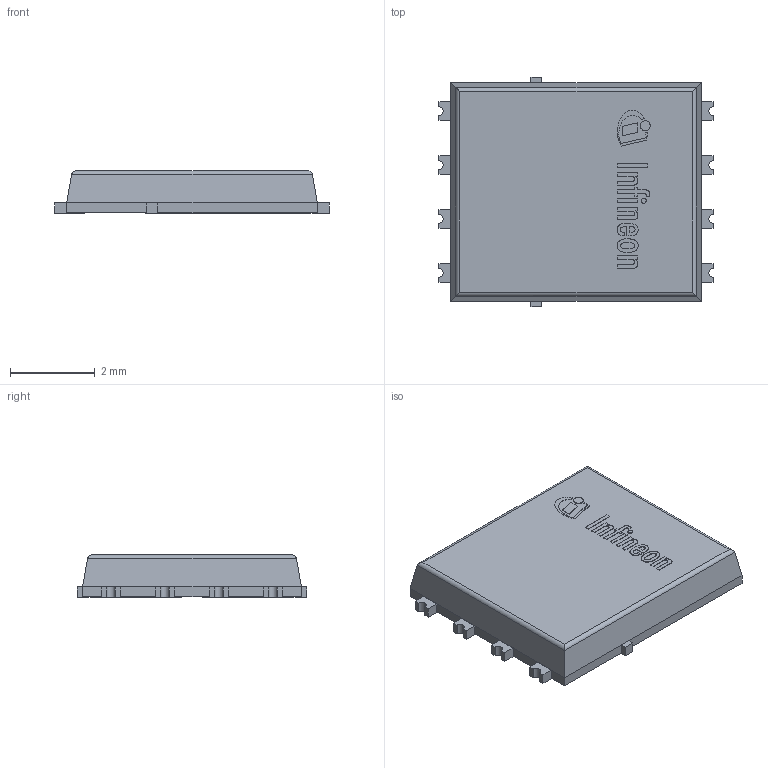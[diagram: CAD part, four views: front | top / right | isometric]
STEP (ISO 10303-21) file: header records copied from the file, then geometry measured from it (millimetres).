
FILE_DESCRIPTION(/* description */ (''),/* implementation_level */ '2;1');
FILE_NAME(/* name */ 'PG-TDSON-8-32_Z8B00166768_V04_3D.stp',/* time_stamp */ '2021-11-22T14:29:51+06:00',/* author */ ('janartha'),/* organization */ (''),/* preprocessor_version */ 'ST-DEVELOPER v16.13',/* originating_system */ 'AutoCAD Mechanical',/* authorisation */ '');
FILE_SCHEMA (('AUTOMOTIVE_DESIGN { 1 0 10303 214 3 1 1 }'));
Length unit declared in the file: millimetre
Products named in the file (1): Product
Bounding box: 6.45 x 5.41 x 1.01 mm (x, y, z)
Volume: 32.7 mm3; surface area: 185.7 mm2
Topology: 30 solids, 30 shells, 383 faces, 965 edges, 642 vertices
Faces by surface type: plane 243, cylinder 140
Full cylindrical faces by diameter (mm): 0.114 x1, 0.234 x1
Entity records: 11512 total; most frequent: DIRECTION 2007, CARTESIAN_POINT 1989, ORIENTED_EDGE 1926, EDGE_CURVE 963, LINE 687, VECTOR 687, AXIS2_PLACEMENT_3D 660, VERTEX_POINT 642
